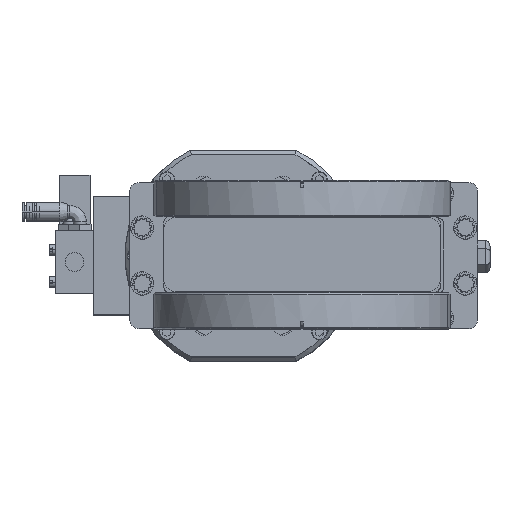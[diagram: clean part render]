
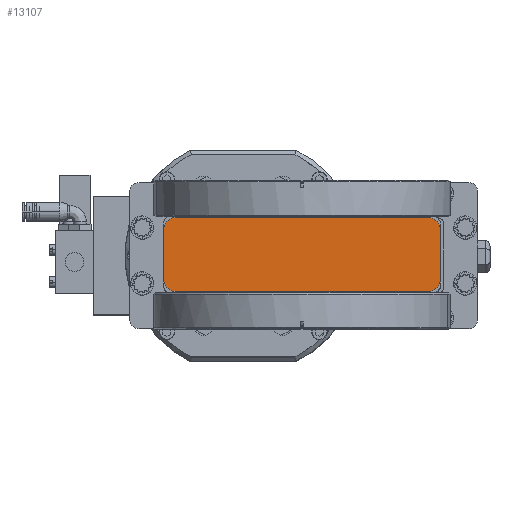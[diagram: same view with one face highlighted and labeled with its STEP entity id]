
A CAD part, top view. The second image highlights one B-rep face of the part: STEP entity #13107.
In plain terms, the highlighted planar face has unit normal (0, 0, 1).
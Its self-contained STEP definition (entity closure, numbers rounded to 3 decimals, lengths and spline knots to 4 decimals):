
#378 = EDGE_CURVE ( 'NONE', #23901, #23878, #3509, .T. ) ;
#567 = EDGE_CURVE ( 'NONE', #23777, #24595, #4021, .T. ) ;
#590 = EDGE_CURVE ( 'NONE', #23349, #23901, #4099, .T. ) ;
#655 = EDGE_CURVE ( 'NONE', #24605, #24568, #4272, .T. ) ;
#657 = EDGE_CURVE ( 'NONE', #24595, #23289, #4298, .T. ) ;
#658 = EDGE_CURVE ( 'NONE', #23878, #24605, #4299, .T. ) ;
#660 = EDGE_CURVE ( 'NONE', #23289, #23349, #4300, .T. ) ;
#661 = EDGE_CURVE ( 'NONE', #24568, #23777, #4304, .T. ) ;
#3509 = LINE ( 'NONE', #28222, #3510 ) ;
#3510 = VECTOR ( 'NONE', #28295, 39.3701 ) ;
#4021 = LINE ( 'NONE', #28080, #4028 ) ;
#4028 = VECTOR ( 'NONE', #28367, 39.3701 ) ;
#4099 = CIRCLE ( 'NONE', #21848, 0.25 ) ;
#4272 = LINE ( 'NONE', #12282, #4291 ) ;
#4291 = VECTOR ( 'NONE', #12281, 39.3701 ) ;
#4298 = CIRCLE ( 'NONE', #21865, 0.25 ) ;
#4299 = CIRCLE ( 'NONE', #21866, 0.25 ) ;
#4300 = LINE ( 'NONE', #11992, #4301 ) ;
#4301 = VECTOR ( 'NONE', #12203, 39.3701 ) ;
#4304 = CIRCLE ( 'NONE', #21863, 0.25 ) ;
#6401 = AXIS2_PLACEMENT_3D ( 'NONE', #28592, #28551, #28776 ) ;
#11973 = CARTESIAN_POINT ( 'NONE',  ( -2.5672, -0.495, 3.1719 ) ) ;
#11990 = DIRECTION ( 'NONE',  ( 0., 0., -1. ) ) ;
#11992 = CARTESIAN_POINT ( 'NONE',  ( -2.5672, -0.745, 3.1719 ) ) ;
#11995 = DIRECTION ( 'NONE',  ( 0., 0., -1. ) ) ;
#11996 = DIRECTION ( 'NONE',  ( 0., 1., 0. ) ) ;
#12200 = DIRECTION ( 'NONE',  ( 0., 1., 0. ) ) ;
#12203 = DIRECTION ( 'NONE',  ( -1., 0., 0. ) ) ;
#12204 = DIRECTION ( 'NONE',  ( 0., 1., 0. ) ) ;
#12272 = CARTESIAN_POINT ( 'NONE',  ( 2.4948, -0.495, 3.1719 ) ) ;
#12281 = DIRECTION ( 'NONE',  ( 1., 0., 0. ) ) ;
#12282 = CARTESIAN_POINT ( 'NONE',  ( -2.5672, 0.745, 3.1719 ) ) ;
#12284 = CARTESIAN_POINT ( 'NONE',  ( 2.4948, 0.495, 3.1719 ) ) ;
#12285 = DIRECTION ( 'NONE',  ( 0., 1., 0. ) ) ;
#12354 = DIRECTION ( 'NONE',  ( 0., 0., -1. ) ) ;
#12355 = DIRECTION ( 'NONE',  ( 0., 0., -1. ) ) ;
#12371 = CARTESIAN_POINT ( 'NONE',  ( -2.5672, 0.495, 3.1719 ) ) ;
#13107 = ADVANCED_FACE ( 'NONE', ( #20599 ), #28811, .F. ) ;
#20599 = FACE_OUTER_BOUND ( 'NONE', #32579, .T. ) ;
#21848 = AXIS2_PLACEMENT_3D ( 'NONE', #11973, #11990, #11996 ) ;
#21863 = AXIS2_PLACEMENT_3D ( 'NONE', #12284, #11995, #12285 ) ;
#21865 = AXIS2_PLACEMENT_3D ( 'NONE', #12272, #12354, #12204 ) ;
#21866 = AXIS2_PLACEMENT_3D ( 'NONE', #12371, #12355, #12200 ) ;
#23289 = VERTEX_POINT ( 'NONE', #26078 ) ;
#23349 = VERTEX_POINT ( 'NONE', #25877 ) ;
#23777 = VERTEX_POINT ( 'NONE', #25986 ) ;
#23878 = VERTEX_POINT ( 'NONE', #26540 ) ;
#23901 = VERTEX_POINT ( 'NONE', #26543 ) ;
#24568 = VERTEX_POINT ( 'NONE', #48209 ) ;
#24595 = VERTEX_POINT ( 'NONE', #48147 ) ;
#24605 = VERTEX_POINT ( 'NONE', #48137 ) ;
#25877 = CARTESIAN_POINT ( 'NONE',  ( -2.5672, -0.745, 3.1719 ) ) ;
#25986 = CARTESIAN_POINT ( 'NONE',  ( 2.7448, 0.495, 3.1719 ) ) ;
#26078 = CARTESIAN_POINT ( 'NONE',  ( 2.4948, -0.745, 3.1719 ) ) ;
#26540 = CARTESIAN_POINT ( 'NONE',  ( -2.8172, 0.495, 3.1719 ) ) ;
#26543 = CARTESIAN_POINT ( 'NONE',  ( -2.8172, -0.495, 3.1719 ) ) ;
#28080 = CARTESIAN_POINT ( 'NONE',  ( 2.7448, 0.495, 3.1719 ) ) ;
#28222 = CARTESIAN_POINT ( 'NONE',  ( -2.8172, 0.495, 3.1719 ) ) ;
#28295 = DIRECTION ( 'NONE',  ( 0., 1., 0. ) ) ;
#28367 = DIRECTION ( 'NONE',  ( 0., -1., 0. ) ) ;
#28551 = DIRECTION ( 'NONE',  ( 0., 0., -1. ) ) ;
#28592 = CARTESIAN_POINT ( 'NONE',  ( -2.5672, 0.495, 3.1719 ) ) ;
#28776 = DIRECTION ( 'NONE',  ( 0., 1., 0. ) ) ;
#28811 = PLANE ( 'NONE',  #6401 ) ;
#32579 = EDGE_LOOP ( 'NONE', ( #46496, #46735, #46965, #46903, #46423, #46352, #46407, #46863 ) ) ;
#46352 = ORIENTED_EDGE ( 'NONE', *, *, #661, .F. ) ;
#46407 = ORIENTED_EDGE ( 'NONE', *, *, #655, .F. ) ;
#46423 = ORIENTED_EDGE ( 'NONE', *, *, #567, .F. ) ;
#46496 = ORIENTED_EDGE ( 'NONE', *, *, #378, .F. ) ;
#46735 = ORIENTED_EDGE ( 'NONE', *, *, #590, .F. ) ;
#46863 = ORIENTED_EDGE ( 'NONE', *, *, #658, .F. ) ;
#46903 = ORIENTED_EDGE ( 'NONE', *, *, #657, .F. ) ;
#46965 = ORIENTED_EDGE ( 'NONE', *, *, #660, .F. ) ;
#48137 = CARTESIAN_POINT ( 'NONE',  ( -2.5672, 0.745, 3.1719 ) ) ;
#48147 = CARTESIAN_POINT ( 'NONE',  ( 2.7448, -0.495, 3.1719 ) ) ;
#48209 = CARTESIAN_POINT ( 'NONE',  ( 2.4948, 0.745, 3.1719 ) ) ;
